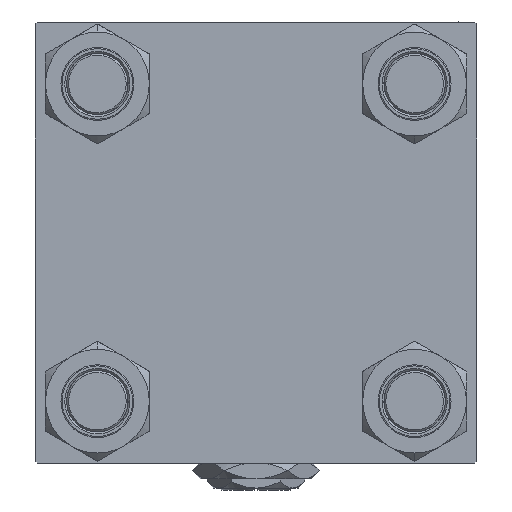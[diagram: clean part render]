
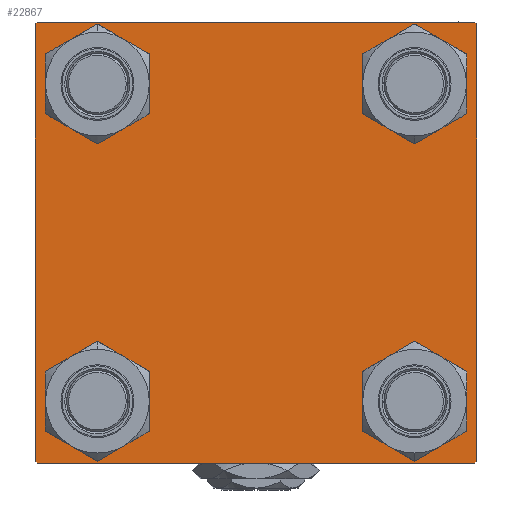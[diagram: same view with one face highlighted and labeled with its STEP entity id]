
A CAD part, left-side view. The second image highlights one B-rep face of the part: STEP entity #22867.
In plain terms, the highlighted planar face has unit normal (-1, 0, 0).
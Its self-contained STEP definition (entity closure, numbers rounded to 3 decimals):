
#12 = ORIENTED_EDGE ( 'NONE', *, *, #37033, .T. ) ;
#214 = CARTESIAN_POINT ( 'NONE',  ( 0., 57.5, 57.5 ) ) ;
#406 = ORIENTED_EDGE ( 'NONE', *, *, #3688, .F. ) ;
#576 = VECTOR ( 'NONE', #27576, 1000. ) ;
#750 = LINE ( 'NONE', #33413, #28913 ) ;
#1126 = LINE ( 'NONE', #30290, #32595 ) ;
#1168 = DIRECTION ( 'NONE',  ( -1., 0., 0. ) ) ;
#1449 = DIRECTION ( 'NONE',  ( 0., 0.707, 0.707 ) ) ;
#1459 = EDGE_CURVE ( 'NONE', #28021, #13597, #34349, .T. ) ;
#1512 = VERTEX_POINT ( 'NONE', #34607 ) ;
#1821 = ORIENTED_EDGE ( 'NONE', *, *, #40258, .T. ) ;
#1860 = AXIS2_PLACEMENT_3D ( 'NONE', #12375, #8355, #25204 ) ;
#1959 = FACE_BOUND ( 'NONE', #42952, .T. ) ;
#2360 = EDGE_CURVE ( 'NONE', #18849, #35615, #42494, .T. ) ;
#2393 = EDGE_LOOP ( 'NONE', ( #32932, #36278 ) ) ;
#2693 = DIRECTION ( 'NONE',  ( 1., 0., 0. ) ) ;
#3688 = EDGE_CURVE ( 'NONE', #18849, #35455, #27046, .T. ) ;
#4039 = CARTESIAN_POINT ( 'NONE',  ( 0., 41.35, -41.35 ) ) ;
#4285 = CARTESIAN_POINT ( 'NONE',  ( 0., 57.5, 57. ) ) ;
#4352 = CARTESIAN_POINT ( 'NONE',  ( 0., 41.35, 41.35 ) ) ;
#4449 = EDGE_LOOP ( 'NONE', ( #49307, #33008 ) ) ;
#4480 = DIRECTION ( 'NONE',  ( 0., 0., -1. ) ) ;
#4771 = VECTOR ( 'NONE', #30859, 1000. ) ;
#4852 = CARTESIAN_POINT ( 'NONE',  ( 0., -57.5, -57. ) ) ;
#5002 = LINE ( 'NONE', #214, #11084 ) ;
#5207 = VERTEX_POINT ( 'NONE', #48719 ) ;
#5462 = VERTEX_POINT ( 'NONE', #41440 ) ;
#6377 = CARTESIAN_POINT ( 'NONE',  ( 0., 41.35, -32.85 ) ) ;
#6614 = CARTESIAN_POINT ( 'NONE',  ( 0., -41.35, 32.85 ) ) ;
#6627 = DIRECTION ( 'NONE',  ( 0., 0.707, -0.707 ) ) ;
#7381 = EDGE_CURVE ( 'NONE', #28024, #42333, #45981, .T. ) ;
#7797 = CARTESIAN_POINT ( 'NONE',  ( 0., 57.5, -57. ) ) ;
#7811 = VERTEX_POINT ( 'NONE', #7797 ) ;
#7860 = CIRCLE ( 'NONE', #1860, 8.5 ) ;
#8065 = DIRECTION ( 'NONE',  ( 0., 0., 1. ) ) ;
#8107 = DIRECTION ( 'NONE',  ( 1., 0., 0. ) ) ;
#8355 = DIRECTION ( 'NONE',  ( 1., 0., 0. ) ) ;
#9371 = CARTESIAN_POINT ( 'NONE',  ( 0., 41.35, 32.85 ) ) ;
#9728 = DIRECTION ( 'NONE',  ( 0., 0., 1. ) ) ;
#9984 = CARTESIAN_POINT ( 'NONE',  ( 0., -57.5, 57.5 ) ) ;
#11084 = VECTOR ( 'NONE', #4480, 1000. ) ;
#11279 = CARTESIAN_POINT ( 'NONE',  ( 0., 57., 57.5 ) ) ;
#11527 = EDGE_CURVE ( 'NONE', #46084, #1512, #24383, .T. ) ;
#11988 = ORIENTED_EDGE ( 'NONE', *, *, #7381, .T. ) ;
#12375 = CARTESIAN_POINT ( 'NONE',  ( 0., -41.35, -41.35 ) ) ;
#12654 = DIRECTION ( 'NONE',  ( 0., 0., 1. ) ) ;
#12865 = DIRECTION ( 'NONE',  ( 1., 0., 0. ) ) ;
#13368 = VECTOR ( 'NONE', #6627, 1000. ) ;
#13597 = VERTEX_POINT ( 'NONE', #4852 ) ;
#14749 = CIRCLE ( 'NONE', #15609, 8.5 ) ;
#15172 = EDGE_LOOP ( 'NONE', ( #1821, #37920, #12, #25873, #48051, #18468, #406, #22182 ) ) ;
#15316 = DIRECTION ( 'NONE',  ( 1., 0., 0. ) ) ;
#15609 = AXIS2_PLACEMENT_3D ( 'NONE', #35379, #15316, #22799 ) ;
#16332 = EDGE_LOOP ( 'NONE', ( #47996, #47128 ) ) ;
#16496 = CARTESIAN_POINT ( 'NONE',  ( 0., 41.35, 49.85 ) ) ;
#17670 = EDGE_CURVE ( 'NONE', #32995, #24630, #25446, .T. ) ;
#17773 = FACE_BOUND ( 'NONE', #4449, .T. ) ;
#18468 = ORIENTED_EDGE ( 'NONE', *, *, #34099, .T. ) ;
#18616 = AXIS2_PLACEMENT_3D ( 'NONE', #26262, #2693, #22245 ) ;
#18849 = VERTEX_POINT ( 'NONE', #11279 ) ;
#18920 = VECTOR ( 'NONE', #27693, 1000. ) ;
#20697 = AXIS2_PLACEMENT_3D ( 'NONE', #41086, #22335, #50924 ) ;
#21133 = VERTEX_POINT ( 'NONE', #24824 ) ;
#21568 = DIRECTION ( 'NONE',  ( 1., 0., 0. ) ) ;
#22182 = ORIENTED_EDGE ( 'NONE', *, *, #2360, .T. ) ;
#22245 = DIRECTION ( 'NONE',  ( 0., 0., 1. ) ) ;
#22303 = PLANE ( 'NONE',  #41752 ) ;
#22335 = DIRECTION ( 'NONE',  ( 1., 0., 0. ) ) ;
#22799 = DIRECTION ( 'NONE',  ( 0., 0., 1. ) ) ;
#22867 = ADVANCED_FACE ( 'NONE', ( #17773, #46375, #30598, #1959, #46900 ), #22303, .T. ) ;
#23157 = CARTESIAN_POINT ( 'NONE',  ( 0., -57.25, -57.25 ) ) ;
#24383 = CIRCLE ( 'NONE', #33826, 8.5 ) ;
#24630 = VERTEX_POINT ( 'NONE', #37228 ) ;
#24824 = CARTESIAN_POINT ( 'NONE',  ( 0., 41.35, -49.85 ) ) ;
#25204 = DIRECTION ( 'NONE',  ( 0., 0., 1. ) ) ;
#25446 = CIRCLE ( 'NONE', #18616, 8.5 ) ;
#25873 = ORIENTED_EDGE ( 'NONE', *, *, #29543, .T. ) ;
#26262 = CARTESIAN_POINT ( 'NONE',  ( 0., -41.35, -41.35 ) ) ;
#27046 = LINE ( 'NONE', #39617, #576 ) ;
#27341 = CARTESIAN_POINT ( 'NONE',  ( 0., -57., 57.5 ) ) ;
#27576 = DIRECTION ( 'NONE',  ( 0., -1., 0. ) ) ;
#27693 = DIRECTION ( 'NONE',  ( 0., -0.707, 0.707 ) ) ;
#28021 = VERTEX_POINT ( 'NONE', #41761 ) ;
#28024 = VERTEX_POINT ( 'NONE', #9371 ) ;
#28375 = AXIS2_PLACEMENT_3D ( 'NONE', #42331, #38576, #35094 ) ;
#28913 = VECTOR ( 'NONE', #37684, 1000. ) ;
#29543 = EDGE_CURVE ( 'NONE', #5207, #13597, #32243, .T. ) ;
#30073 = CARTESIAN_POINT ( 'NONE',  ( 0., 0., 0. ) ) ;
#30087 = LINE ( 'NONE', #46389, #37778 ) ;
#30196 = ORIENTED_EDGE ( 'NONE', *, *, #34367, .T. ) ;
#30290 = CARTESIAN_POINT ( 'NONE',  ( 0., 57.25, -57.25 ) ) ;
#30598 = FACE_BOUND ( 'NONE', #16332, .T. ) ;
#30614 = AXIS2_PLACEMENT_3D ( 'NONE', #4352, #8107, #12654 ) ;
#30859 = DIRECTION ( 'NONE',  ( 0., 0., -1. ) ) ;
#30988 = CARTESIAN_POINT ( 'NONE',  ( 0., 57.25, 57.25 ) ) ;
#31022 = CIRCLE ( 'NONE', #47233, 8.5 ) ;
#31997 = CARTESIAN_POINT ( 'NONE',  ( 0., -41.35, -32.85 ) ) ;
#32243 = LINE ( 'NONE', #23157, #18920 ) ;
#32471 = EDGE_CURVE ( 'NONE', #7811, #5462, #1126, .T. ) ;
#32595 = VECTOR ( 'NONE', #46596, 1000. ) ;
#32932 = ORIENTED_EDGE ( 'NONE', *, *, #17670, .T. ) ;
#32995 = VERTEX_POINT ( 'NONE', #31997 ) ;
#33008 = ORIENTED_EDGE ( 'NONE', *, *, #11527, .T. ) ;
#33413 = CARTESIAN_POINT ( 'NONE',  ( 0., 57.5, -57.5 ) ) ;
#33826 = AXIS2_PLACEMENT_3D ( 'NONE', #47159, #21568, #47415 ) ;
#34099 = EDGE_CURVE ( 'NONE', #28021, #35455, #30087, .T. ) ;
#34333 = EDGE_CURVE ( 'NONE', #24630, #32995, #7860, .T. ) ;
#34349 = LINE ( 'NONE', #9984, #4771 ) ;
#34354 = CIRCLE ( 'NONE', #28375, 8.5 ) ;
#34367 = EDGE_CURVE ( 'NONE', #42333, #28024, #34354, .T. ) ;
#34607 = CARTESIAN_POINT ( 'NONE',  ( 0., -41.35, 49.85 ) ) ;
#34771 = EDGE_CURVE ( 'NONE', #21133, #48411, #45429, .T. ) ;
#35094 = DIRECTION ( 'NONE',  ( 0., 0., 1. ) ) ;
#35379 = CARTESIAN_POINT ( 'NONE',  ( 0., -41.35, 41.35 ) ) ;
#35455 = VERTEX_POINT ( 'NONE', #27341 ) ;
#35615 = VERTEX_POINT ( 'NONE', #4285 ) ;
#36278 = ORIENTED_EDGE ( 'NONE', *, *, #34333, .T. ) ;
#37033 = EDGE_CURVE ( 'NONE', #5462, #5207, #750, .T. ) ;
#37228 = CARTESIAN_POINT ( 'NONE',  ( 0., -41.35, -49.85 ) ) ;
#37684 = DIRECTION ( 'NONE',  ( 0., -1., 0. ) ) ;
#37778 = VECTOR ( 'NONE', #1449, 1000. ) ;
#37920 = ORIENTED_EDGE ( 'NONE', *, *, #32471, .T. ) ;
#38576 = DIRECTION ( 'NONE',  ( 1., 0., 0. ) ) ;
#39617 = CARTESIAN_POINT ( 'NONE',  ( 0., 57.5, 57.5 ) ) ;
#40258 = EDGE_CURVE ( 'NONE', #35615, #7811, #5002, .T. ) ;
#41086 = CARTESIAN_POINT ( 'NONE',  ( 0., 41.35, -41.35 ) ) ;
#41440 = CARTESIAN_POINT ( 'NONE',  ( 0., 57., -57.5 ) ) ;
#41752 = AXIS2_PLACEMENT_3D ( 'NONE', #30073, #1168, #9728 ) ;
#41761 = CARTESIAN_POINT ( 'NONE',  ( 0., -57.5, 57. ) ) ;
#42331 = CARTESIAN_POINT ( 'NONE',  ( 0., 41.35, 41.35 ) ) ;
#42333 = VERTEX_POINT ( 'NONE', #16496 ) ;
#42494 = LINE ( 'NONE', #30988, #13368 ) ;
#42952 = EDGE_LOOP ( 'NONE', ( #30196, #11988 ) ) ;
#45429 = CIRCLE ( 'NONE', #20697, 8.5 ) ;
#45981 = CIRCLE ( 'NONE', #30614, 8.5 ) ;
#46084 = VERTEX_POINT ( 'NONE', #6614 ) ;
#46375 = FACE_BOUND ( 'NONE', #2393, .T. ) ;
#46389 = CARTESIAN_POINT ( 'NONE',  ( 0., -57.25, 57.25 ) ) ;
#46596 = DIRECTION ( 'NONE',  ( 0., -0.707, -0.707 ) ) ;
#46900 = FACE_OUTER_BOUND ( 'NONE', #15172, .T. ) ;
#47128 = ORIENTED_EDGE ( 'NONE', *, *, #34771, .T. ) ;
#47159 = CARTESIAN_POINT ( 'NONE',  ( 0., -41.35, 41.35 ) ) ;
#47233 = AXIS2_PLACEMENT_3D ( 'NONE', #4039, #12865, #8065 ) ;
#47415 = DIRECTION ( 'NONE',  ( 0., 0., 1. ) ) ;
#47996 = ORIENTED_EDGE ( 'NONE', *, *, #51473, .T. ) ;
#48051 = ORIENTED_EDGE ( 'NONE', *, *, #1459, .F. ) ;
#48411 = VERTEX_POINT ( 'NONE', #6377 ) ;
#48719 = CARTESIAN_POINT ( 'NONE',  ( 0., -57., -57.5 ) ) ;
#49307 = ORIENTED_EDGE ( 'NONE', *, *, #50555, .T. ) ;
#50555 = EDGE_CURVE ( 'NONE', #1512, #46084, #14749, .T. ) ;
#50924 = DIRECTION ( 'NONE',  ( 0., 0., 1. ) ) ;
#51473 = EDGE_CURVE ( 'NONE', #48411, #21133, #31022, .T. ) ;
